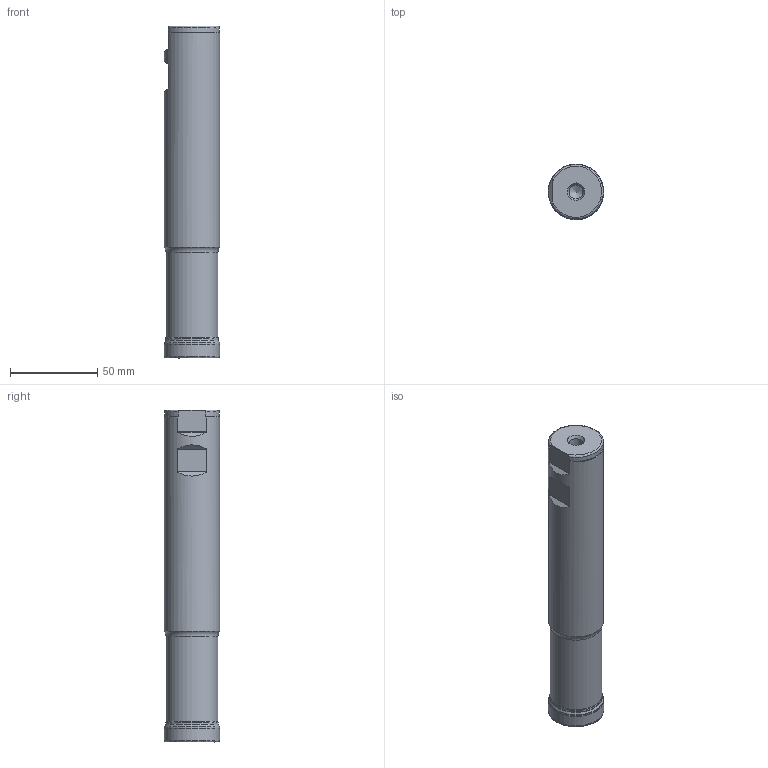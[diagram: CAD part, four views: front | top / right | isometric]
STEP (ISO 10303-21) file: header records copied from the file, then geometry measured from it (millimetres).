
FILE_DESCRIPTION(/* description */ (''),/* implementation_level */ '2;1');
FILE_NAME(/* name */ 'E-CATALOG-E90-WN08-D125Z.2W12p5-L750Irt.stp',/* time_stamp */ '2023-10-26T10:23:08+09:00',/* author */ (''),/* organization */ (''),/* preprocessor_version */ 'ST-DEVELOPER v16',/* originating_system */ 'SIEMENS PLM Software NX 10.0',/* authorisation */ '');
FILE_SCHEMA (('AP203_CONFIGURATION_CONTROLLED_3D_DESIGN_OF_MECHANICAL_PARTS_AND_ASSEMBLIES_MIM_LF { 1 0 10303 403 2 1 2}'));
Length unit declared in the file: millimetre
Products named in the file (1): 10224990B0573za9
Bounding box: 31.75 x 31.75 x 190.5 mm (x, y, z)
Volume: 133774.4 mm3; surface area: 27038.4 mm2
Topology: 1 solids, 2 shells, 63 faces, 177 edges, 157 vertices
Faces by surface type: revolution 39, plane 8, cylinder 7, cone 3, torus 3, bspline 3
Full cylindrical faces by diameter (mm): 8 x1, 29.75 x1, 31.75 x1
Entity records: 2596 total; most frequent: CARTESIAN_POINT 1353, DIRECTION 196, ORIENTED_EDGE 160, EDGE_LOOP 114, FACE_BOUND 103, B_SPLINE_CURVE_WITH_KNOTS 92, EDGE_CURVE 80, AXIS2_PLACEMENT_3D 72
